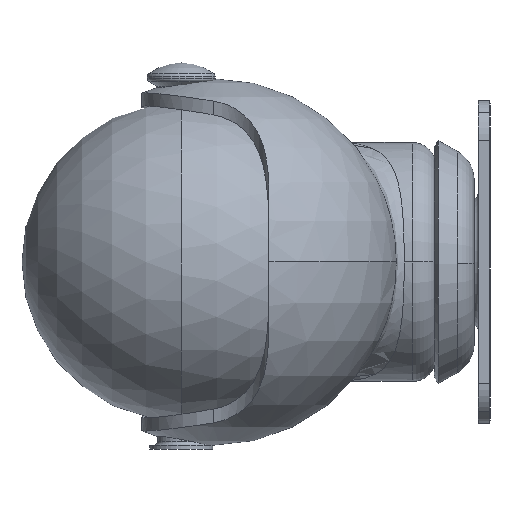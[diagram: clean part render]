
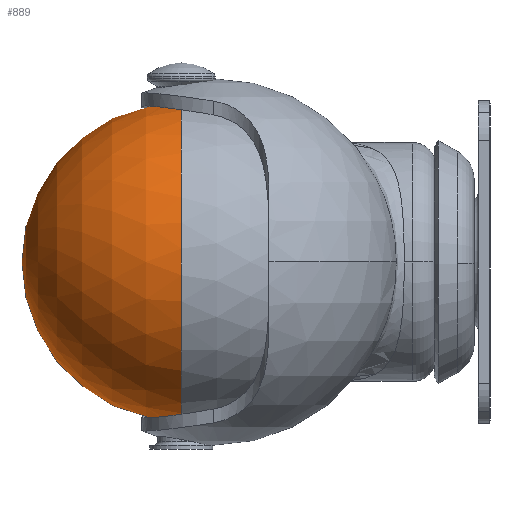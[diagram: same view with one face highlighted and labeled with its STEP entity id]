
A CAD part, left-side view. The second image highlights one B-rep face of the part: STEP entity #889.
In plain terms, the highlighted spherical face has radius 20 mm.
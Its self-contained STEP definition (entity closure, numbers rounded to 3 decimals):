
#216 = CARTESIAN_POINT ( 'NONE',  ( 0., 0., 0. ) ) ;
#308 = DIRECTION ( 'NONE',  ( 1., 0., 0. ) ) ;
#353 = CARTESIAN_POINT ( 'NONE',  ( 0., 0., 0. ) ) ;
#400 = DIRECTION ( 'NONE',  ( 0., 0., 1. ) ) ;
#508 = DIRECTION ( 'NONE',  ( 0., 0., -1. ) ) ;
#797 = AXIS2_PLACEMENT_3D ( 'NONE', #353, #1900, #308 ) ;
#851 = CARTESIAN_POINT ( 'NONE',  ( 0., 0., 19.774 ) ) ;
#889 = ADVANCED_FACE ( 'NONE', ( #3518 ), #4244, .T. ) ;
#892 = VERTEX_POINT ( 'NONE', #5304 ) ;
#910 = DIRECTION ( 'NONE',  ( 0., -1., 0. ) ) ;
#1036 = EDGE_CURVE ( 'NONE', #892, #5859, #1554, .T. ) ;
#1265 = ORIENTED_EDGE ( 'NONE', *, *, #1036, .T. ) ;
#1418 = ORIENTED_EDGE ( 'NONE', *, *, #5288, .F. ) ;
#1554 = CIRCLE ( 'NONE', #2548, 3. ) ;
#1645 = VERTEX_POINT ( 'NONE', #5867 ) ;
#1900 = DIRECTION ( 'NONE',  ( 0., 1., 0. ) ) ;
#2052 = DIRECTION ( 'NONE',  ( 1., 0., 0. ) ) ;
#2080 = CARTESIAN_POINT ( 'NONE',  ( 3., 0., -19.774 ) ) ;
#2140 = AXIS2_PLACEMENT_3D ( 'NONE', #216, #910, #508 ) ;
#2403 = ORIENTED_EDGE ( 'NONE', *, *, #3229, .T. ) ;
#2546 = DIRECTION ( 'NONE',  ( 0., 1., 0. ) ) ;
#2548 = AXIS2_PLACEMENT_3D ( 'NONE', #4106, #400, #2052 ) ;
#2904 = DIRECTION ( 'NONE',  ( 1., 0., 0. ) ) ;
#3229 = EDGE_CURVE ( 'NONE', #5859, #5881, #3758, .T. ) ;
#3518 = FACE_OUTER_BOUND ( 'NONE', #5273, .T. ) ;
#3626 = CIRCLE ( 'NONE', #5147, 20. ) ;
#3758 = CIRCLE ( 'NONE', #2140, 20. ) ;
#4106 = CARTESIAN_POINT ( 'NONE',  ( 0., 0., -19.774 ) ) ;
#4244 = SPHERICAL_SURFACE ( 'NONE', #797, 20. ) ;
#4462 = DIRECTION ( 'NONE',  ( 0., 0., 1. ) ) ;
#4585 = CIRCLE ( 'NONE', #6016, 3. ) ;
#5147 = AXIS2_PLACEMENT_3D ( 'NONE', #5630, #2546, #6566 ) ;
#5273 = EDGE_LOOP ( 'NONE', ( #1418, #1265, #2403, #6136 ) ) ;
#5288 = EDGE_CURVE ( 'NONE', #892, #1645, #3626, .T. ) ;
#5304 = CARTESIAN_POINT ( 'NONE',  ( -3., 0., -19.774 ) ) ;
#5630 = CARTESIAN_POINT ( 'NONE',  ( 0., 0., 0. ) ) ;
#5859 = VERTEX_POINT ( 'NONE', #2080 ) ;
#5867 = CARTESIAN_POINT ( 'NONE',  ( -3., 0., 19.774 ) ) ;
#5881 = VERTEX_POINT ( 'NONE', #6085 ) ;
#6016 = AXIS2_PLACEMENT_3D ( 'NONE', #851, #4462, #2904 ) ;
#6085 = CARTESIAN_POINT ( 'NONE',  ( 3., 0., 19.774 ) ) ;
#6136 = ORIENTED_EDGE ( 'NONE', *, *, #6610, .F. ) ;
#6566 = DIRECTION ( 'NONE',  ( -1., 0., 0. ) ) ;
#6610 = EDGE_CURVE ( 'NONE', #1645, #5881, #4585, .T. ) ;
